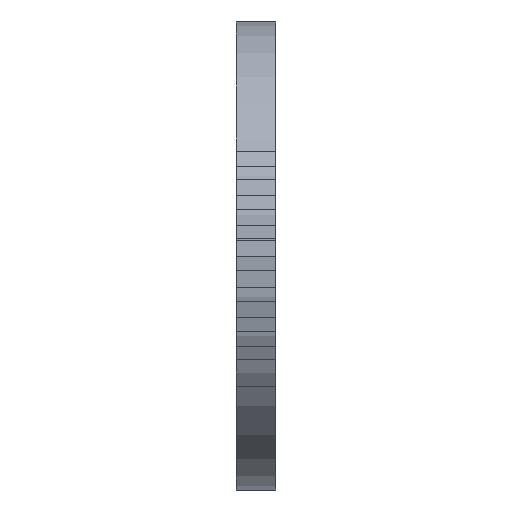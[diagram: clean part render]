
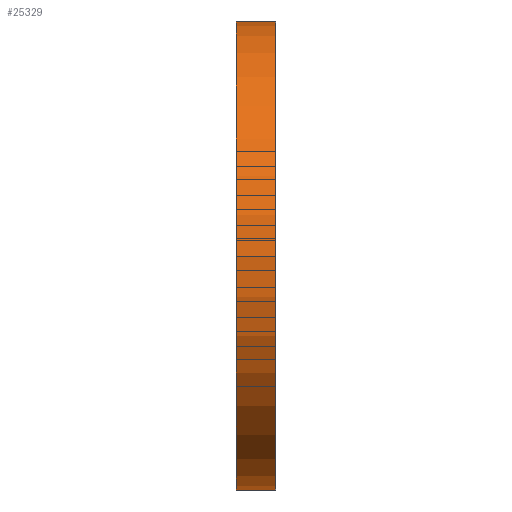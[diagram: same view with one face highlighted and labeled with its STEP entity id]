
A CAD part, left-side view. The second image highlights one B-rep face of the part: STEP entity #25329.
In plain terms, the highlighted cylindrical face has radius 38.1 mm (diameter 76.2 mm), a partial arc.
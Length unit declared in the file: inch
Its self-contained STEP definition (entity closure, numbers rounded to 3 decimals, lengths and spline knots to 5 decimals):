
#1608 = VECTOR ( 'NONE', #23471, 39.37008 ) ;
#2276 = ORIENTED_EDGE ( 'NONE', *, *, #22527, .T. ) ;
#4281 = CARTESIAN_POINT ( 'NONE',  ( -4.05006, 0.25, -1.5 ) ) ;
#5212 = EDGE_CURVE ( 'NONE', #21804, #34955, #31819, .T. ) ;
#7274 = FACE_OUTER_BOUND ( 'NONE', #18505, .T. ) ;
#7316 = CARTESIAN_POINT ( 'NONE',  ( -4.05006, 0.25, 0. ) ) ;
#8987 = CARTESIAN_POINT ( 'NONE',  ( -4.05006, 0., 1.5 ) ) ;
#9735 = LINE ( 'NONE', #20688, #1608 ) ;
#9916 = CIRCLE ( 'NONE', #33677, 1.5 ) ;
#10047 = VECTOR ( 'NONE', #28428, 39.37008 ) ;
#10063 = DIRECTION ( 'NONE',  ( 0., 0., 1. ) ) ;
#11990 = AXIS2_PLACEMENT_3D ( 'NONE', #14279, #14396, #33498 ) ;
#12034 = CARTESIAN_POINT ( 'NONE',  ( -4.05006, 0.25, 1.5 ) ) ;
#12064 = DIRECTION ( 'NONE',  ( 0., 1., 0. ) ) ;
#13836 = VERTEX_POINT ( 'NONE', #4281 ) ;
#14279 = CARTESIAN_POINT ( 'NONE',  ( -4.05006, 0.25, 0. ) ) ;
#14396 = DIRECTION ( 'NONE',  ( 0., -1., 0. ) ) ;
#14638 = EDGE_CURVE ( 'NONE', #29192, #34955, #24988, .T. ) ;
#16585 = CARTESIAN_POINT ( 'NONE',  ( -4.05006, 0.25, 1.5 ) ) ;
#17213 = CARTESIAN_POINT ( 'NONE',  ( -4.05006, 0., -1.5 ) ) ;
#18505 = EDGE_LOOP ( 'NONE', ( #23177, #20755, #24591, #2276 ) ) ;
#20688 = CARTESIAN_POINT ( 'NONE',  ( -4.05006, 0.25, -1.5 ) ) ;
#20755 = ORIENTED_EDGE ( 'NONE', *, *, #5212, .F. ) ;
#20903 = CYLINDRICAL_SURFACE ( 'NONE', #11990, 1.5 ) ;
#21804 = VERTEX_POINT ( 'NONE', #16585 ) ;
#22527 = EDGE_CURVE ( 'NONE', #13836, #29192, #9735, .T. ) ;
#23177 = ORIENTED_EDGE ( 'NONE', *, *, #14638, .T. ) ;
#23471 = DIRECTION ( 'NONE',  ( 0., -1., 0. ) ) ;
#24350 = EDGE_CURVE ( 'NONE', #13836, #21804, #9916, .T. ) ;
#24591 = ORIENTED_EDGE ( 'NONE', *, *, #24350, .F. ) ;
#24988 = CIRCLE ( 'NONE', #26805, 1.5 ) ;
#25329 = ADVANCED_FACE ( 'NONE', ( #7274 ), #20903, .T. ) ;
#26428 = DIRECTION ( 'NONE',  ( 0., 1., 0. ) ) ;
#26805 = AXIS2_PLACEMENT_3D ( 'NONE', #28460, #12064, #31185 ) ;
#28428 = DIRECTION ( 'NONE',  ( 0., -1., 0. ) ) ;
#28460 = CARTESIAN_POINT ( 'NONE',  ( -4.05006, 0., 0. ) ) ;
#29192 = VERTEX_POINT ( 'NONE', #17213 ) ;
#31185 = DIRECTION ( 'NONE',  ( 0., 0., 1. ) ) ;
#31819 = LINE ( 'NONE', #12034, #10047 ) ;
#33498 = DIRECTION ( 'NONE',  ( 0., 0., -1. ) ) ;
#33677 = AXIS2_PLACEMENT_3D ( 'NONE', #7316, #26428, #10063 ) ;
#34955 = VERTEX_POINT ( 'NONE', #8987 ) ;
